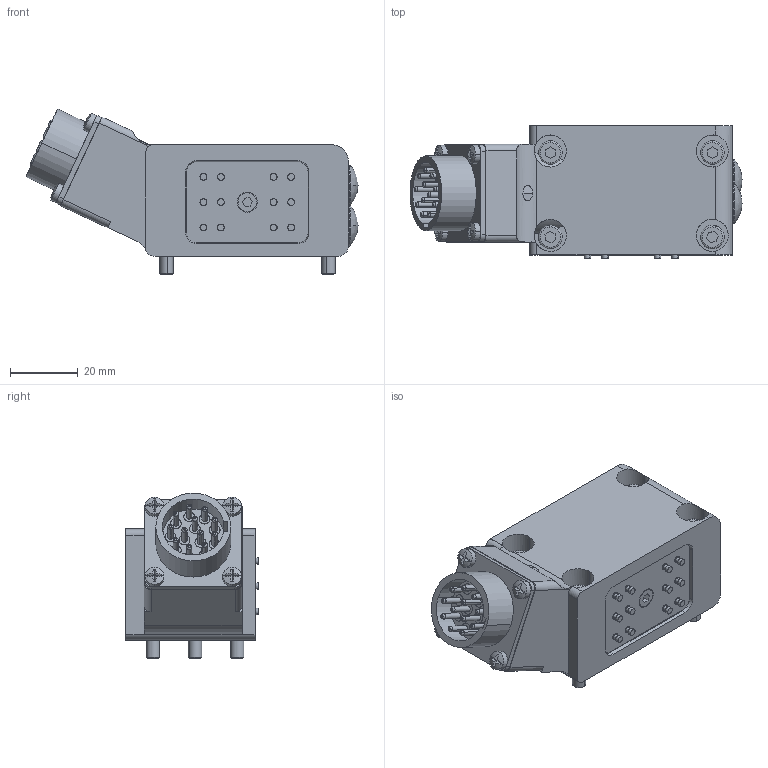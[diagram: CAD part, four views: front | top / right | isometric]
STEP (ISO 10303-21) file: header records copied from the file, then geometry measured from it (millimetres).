
FILE_DESCRIPTION (( 'STEP AP203' ), '1' );
FILE_NAME ('P1305.STEP', '2020-04-20T12:52:08', ( '' ), ( '' ), 'SwSTEP 2.0', 'SolidWorks 2019', '' );
FILE_SCHEMA (( 'CONFIG_CONTROL_DESIGN' ));
Length unit declared in the file: millimetre
Products named in the file (1): P1305
Bounding box: 98.37 x 39.26 x 49.16 mm (x, y, z)
Volume: 101931.5 mm3; surface area: 34960.5 mm2
Topology: 52 solids, 53 shells, 1099 faces, 2393 edges, 1404 vertices
Faces by surface type: cylinder 428, plane 245, cone 190, torus 184, sphere 36, bspline 16
Entity records: 31339 total; most frequent: CARTESIAN_POINT 6700, DIRECTION 5774, ORIENTED_EDGE 4666, AXIS2_PLACEMENT_3D 2446, EDGE_CURVE 2333, VERTEX_POINT 1380, CIRCLE 1362, EDGE_LOOP 1229
